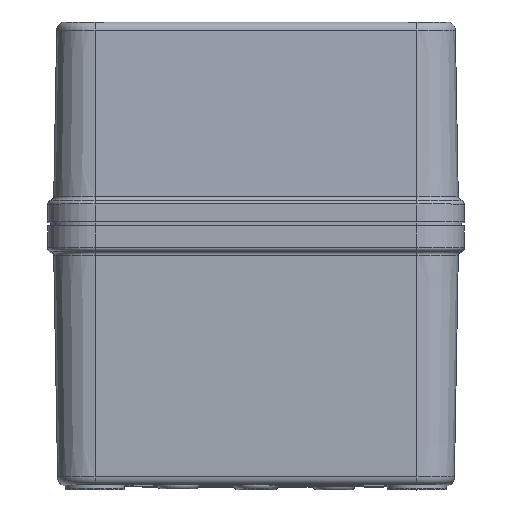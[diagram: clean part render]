
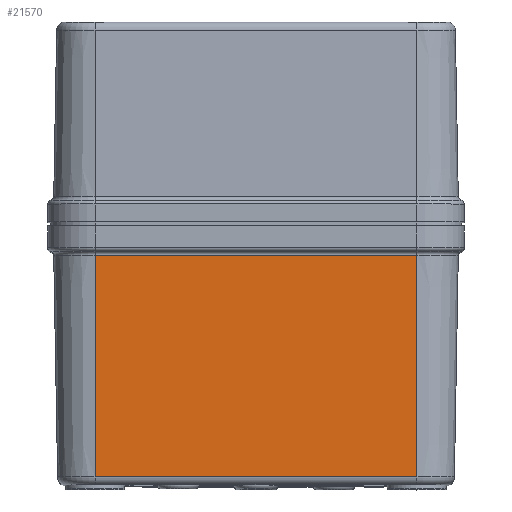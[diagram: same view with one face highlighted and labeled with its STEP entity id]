
A CAD part, top view. The second image highlights one B-rep face of the part: STEP entity #21570.
In plain terms, the highlighted face is planar.
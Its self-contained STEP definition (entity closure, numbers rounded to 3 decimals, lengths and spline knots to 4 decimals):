
#1233=FACE_OUTER_BOUND('',#2554,.T.);
#2554=EDGE_LOOP('',(#14430,#14431,#14432,#14433));
#4022=LINE('',#31070,#6079);
#4042=LINE('',#31153,#6099);
#4043=LINE('',#31156,#6100);
#4044=LINE('',#31157,#6101);
#6079=VECTOR('',#24981,2.441);
#6099=VECTOR('',#25089,1.6811);
#6100=VECTOR('',#25092,2.441);
#6101=VECTOR('',#25093,1.6811);
#8972=VERTEX_POINT('',#31063);
#8974=VERTEX_POINT('',#31069);
#8993=VERTEX_POINT('',#31151);
#8994=VERTEX_POINT('',#31155);
#11070=EDGE_CURVE('',#8974,#8972,#4022,.T.);
#11112=EDGE_CURVE('',#8972,#8993,#4042,.T.);
#11113=EDGE_CURVE('',#8994,#8993,#4043,.T.);
#11114=EDGE_CURVE('',#8974,#8994,#4044,.T.);
#14430=ORIENTED_EDGE('',*,*,#11070,.T.);
#14431=ORIENTED_EDGE('',*,*,#11112,.T.);
#14432=ORIENTED_EDGE('',*,*,#11113,.F.);
#14433=ORIENTED_EDGE('',*,*,#11114,.F.);
#20822=PLANE('',#22957);
#21570=ADVANCED_FACE('',(#1233),#20822,.T.);
#22957=AXIS2_PLACEMENT_3D('',#31154,#25090,#25091);
#24981=DIRECTION('',(0.,1.,0.));
#25089=DIRECTION('',(0.017,0.,-1.));
#25090=DIRECTION('center_axis',(-1.,0.,-0.017));
#25091=DIRECTION('ref_axis',(0.,-1.,0.));
#25092=DIRECTION('',(0.,1.,0.));
#25093=DIRECTION('',(0.017,0.,-1.));
#31063=CARTESIAN_POINT('',(-2.5179,1.2205,-0.2223));
#31069=CARTESIAN_POINT('',(-2.5179,-1.2205,-0.2223));
#31070=CARTESIAN_POINT('',(-2.5179,-1.2205,-0.2223));
#31151=CARTESIAN_POINT('',(-2.4885,1.2205,-1.9031));
#31153=CARTESIAN_POINT('',(-2.5179,1.2205,-0.2223));
#31154=CARTESIAN_POINT('Origin',(-2.5218,-1.2999,0.));
#31155=CARTESIAN_POINT('',(-2.4885,-1.2205,-1.9031));
#31156=CARTESIAN_POINT('',(-2.4885,-1.2205,-1.9031));
#31157=CARTESIAN_POINT('',(-2.5179,-1.2205,-0.2223));
